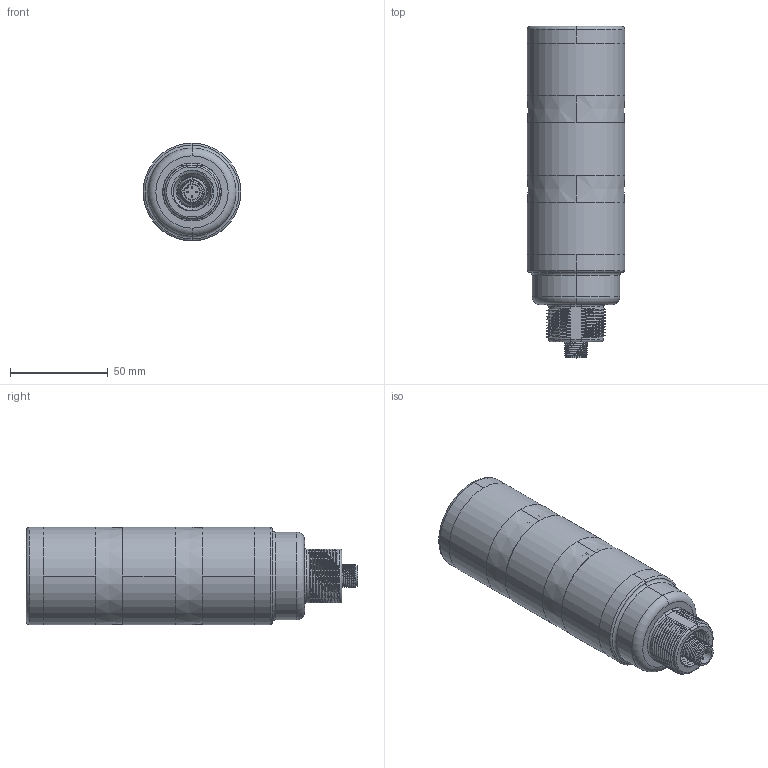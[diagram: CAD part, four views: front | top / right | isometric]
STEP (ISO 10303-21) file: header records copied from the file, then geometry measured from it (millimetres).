
FILE_DESCRIPTION((''),'2;1');
FILE_NAME('145174_ASM','2022-04-18T09:03:41',('PDMAdmin'),('BANNER ENGINEERING'),'CREO PARAMETRIC BY PTC INC, 2019292','CREO PARAMETRIC BY PTC INC, 2019292','');
FILE_SCHEMA(('CONFIG_CONTROL_DESIGN'));
Products named in the file (7): 140410; 141960; 188201; 140427_WEB_MODEL; 140412; 140411; 145174_ASM
Assembly tree (9 placements, depth 2):
  145174_ASM
    140410
    141960
    188201
    140427_WEB_MODEL  x3
    140412  x2
    140411
Bounding box: 50 x 169.85 x 50 mm (x, y, z)
Volume: 90161 mm3; surface area: 89068.8 mm2
Topology: 9 solids, 9 shells, 1122 faces, 2926 edges, 1897 vertices
Faces by surface type: plane 493, cylinder 339, bspline 134, cone 114, torus 42
Entity records: 58087 total; most frequent: CARTESIAN_POINT 39141, ORIENTED_EDGE 4148, DIRECTION 3575, EDGE_CURVE 2074, VERTEX_POINT 1337, AXIS2_PLACEMENT_3D 1307, VECTOR 961, LINE 961
